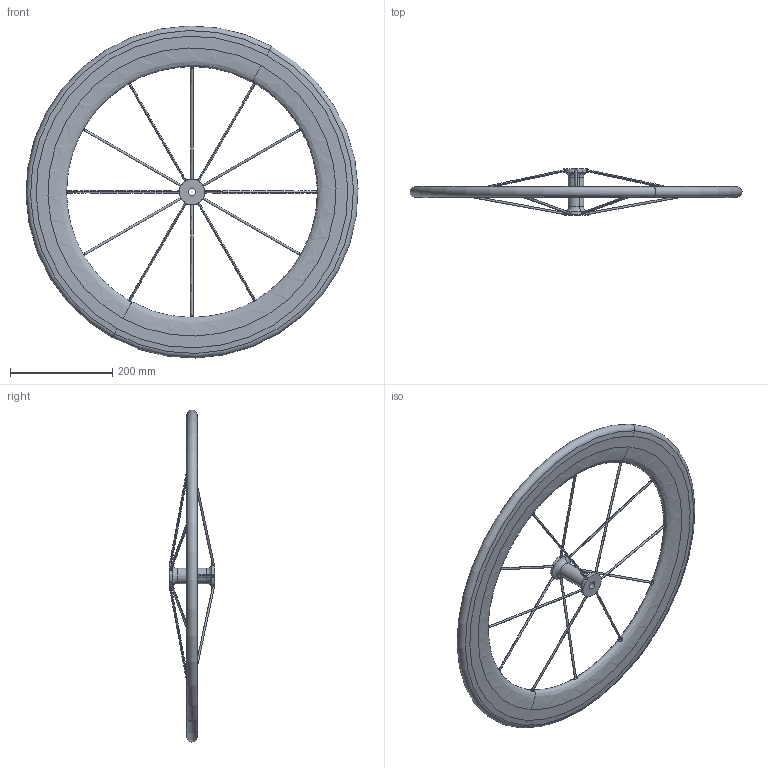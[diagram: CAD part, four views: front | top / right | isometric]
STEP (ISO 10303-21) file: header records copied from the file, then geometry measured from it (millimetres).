
FILE_DESCRIPTION(('CATIA V5 STEP Exchange'),'2;1');
FILE_NAME('aero-rims-w-axle.stp','2023-05-16T22:22:34+00:00',('none'),('none'),'CATIA Version 5 Release 21 GA (IN-10)','CATIA V5 STEP AP203','none');
FILE_SCHEMA(('CONFIG_CONTROL_DESIGN'));
Length unit declared in the file: millimetre
Products named in the file (1): aero-rims
Bounding box: 649.74 x 90 x 649.74 mm (x, y, z)
Volume: 2914176.2 mm3; surface area: 376073.2 mm2
Topology: 1 solids, 1 shells, 72 faces, 174 edges, 104 vertices
Faces by surface type: extrusion 24, bspline 24, cylinder 8, torus 6, plane 4, cone 4, revolution 2
Entity records: 8527 total; most frequent: CARTESIAN_POINT 7034, ORIENTED_EDGE 348, EDGE_CURVE 174, DIRECTION 150, B_SPLINE_CURVE_WITH_KNOTS 104, VERTEX_POINT 104, EDGE_LOOP 98, AXIS2_PLACEMENT_3D 73
